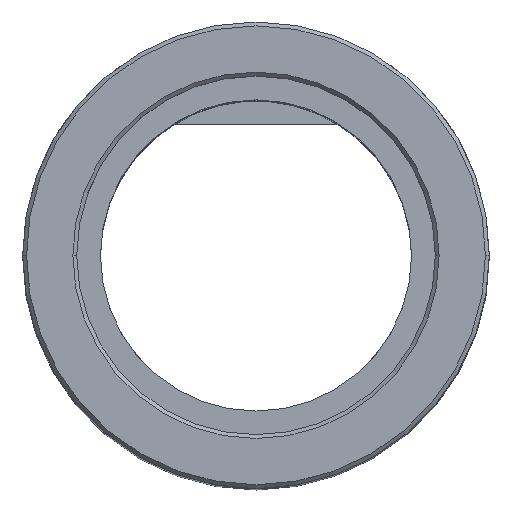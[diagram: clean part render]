
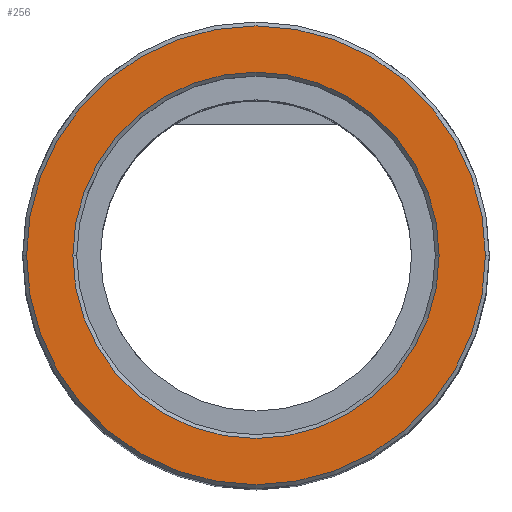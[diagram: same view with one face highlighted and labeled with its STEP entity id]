
A CAD part, top view. The second image highlights one B-rep face of the part: STEP entity #256.
In plain terms, the highlighted planar face has unit normal (0, 0, 1).
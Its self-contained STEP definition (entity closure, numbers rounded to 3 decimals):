
#31 = VERTEX_POINT ( 'NONE', #566 ) ;
#43 = EDGE_CURVE ( 'NONE', #44, #31, #560, .T. ) ;
#44 = VERTEX_POINT ( 'NONE', #555 ) ;
#237 = EDGE_CURVE ( 'NONE', #1873, #1859, #1032, .T. ) ;
#238 = ORIENTED_EDGE ( 'NONE', *, *, #1874, .T. ) ;
#255 = EDGE_CURVE ( 'NONE', #31, #44, #1076, .T. ) ;
#256 = ADVANCED_FACE ( 'NONE', ( #1071, #1070 ), #1069, .F. ) ;
#257 = EDGE_LOOP ( 'NONE', ( #258, #259 ) ) ;
#258 = ORIENTED_EDGE ( 'NONE', *, *, #255, .F. ) ;
#259 = ORIENTED_EDGE ( 'NONE', *, *, #43, .F. ) ;
#260 = EDGE_LOOP ( 'NONE', ( #261, #238 ) ) ;
#261 = ORIENTED_EDGE ( 'NONE', *, *, #237, .T. ) ;
#555 = CARTESIAN_POINT ( 'NONE',  ( -23.55, 0., 0. ) ) ;
#556 = DIRECTION ( 'NONE',  ( 1., 0., 0. ) ) ;
#557 = DIRECTION ( 'NONE',  ( 0., 0., 1. ) ) ;
#558 = CARTESIAN_POINT ( 'NONE',  ( 0., 0., 0. ) ) ;
#559 = AXIS2_PLACEMENT_3D ( 'NONE', #558, #557, #556 ) ;
#560 = CIRCLE ( 'NONE', #559, 23.55 ) ;
#566 = CARTESIAN_POINT ( 'NONE',  ( 23.55, 0., 0. ) ) ;
#1028 = DIRECTION ( 'NONE',  ( 1., 0., 0. ) ) ;
#1029 = DIRECTION ( 'NONE',  ( 0., 0., 1. ) ) ;
#1030 = CARTESIAN_POINT ( 'NONE',  ( 0., 0., 0. ) ) ;
#1031 = AXIS2_PLACEMENT_3D ( 'NONE', #1030, #1029, #1028 ) ;
#1032 = CIRCLE ( 'NONE', #1031, 29.5 ) ;
#1065 = DIRECTION ( 'NONE',  ( -1., 0., 0. ) ) ;
#1066 = DIRECTION ( 'NONE',  ( 0., 0., -1. ) ) ;
#1067 = CARTESIAN_POINT ( 'NONE',  ( 0., 23.55, 0. ) ) ;
#1068 = AXIS2_PLACEMENT_3D ( 'NONE', #1067, #1066, #1065 ) ;
#1069 = PLANE ( 'NONE',  #1068 ) ;
#1070 = FACE_OUTER_BOUND ( 'NONE', #260, .T. ) ;
#1071 = FACE_BOUND ( 'NONE', #257, .T. ) ;
#1072 = DIRECTION ( 'NONE',  ( 1., 0., 0. ) ) ;
#1073 = DIRECTION ( 'NONE',  ( 0., 0., 1. ) ) ;
#1074 = CARTESIAN_POINT ( 'NONE',  ( 0., 0., 0. ) ) ;
#1075 = AXIS2_PLACEMENT_3D ( 'NONE', #1074, #1073, #1072 ) ;
#1076 = CIRCLE ( 'NONE', #1075, 23.55 ) ;
#1594 = CARTESIAN_POINT ( 'NONE',  ( 29.5, 0., 0. ) ) ;
#1617 = DIRECTION ( 'NONE',  ( 1., 0., 0. ) ) ;
#1618 = DIRECTION ( 'NONE',  ( 0., 0., 1. ) ) ;
#1619 = CARTESIAN_POINT ( 'NONE',  ( 0., 0., 0. ) ) ;
#1620 = AXIS2_PLACEMENT_3D ( 'NONE', #1619, #1618, #1617 ) ;
#1621 = CIRCLE ( 'NONE', #1620, 29.5 ) ;
#1622 = CARTESIAN_POINT ( 'NONE',  ( -29.5, 0., 0. ) ) ;
#1859 = VERTEX_POINT ( 'NONE', #1594 ) ;
#1873 = VERTEX_POINT ( 'NONE', #1622 ) ;
#1874 = EDGE_CURVE ( 'NONE', #1859, #1873, #1621, .T. ) ;
